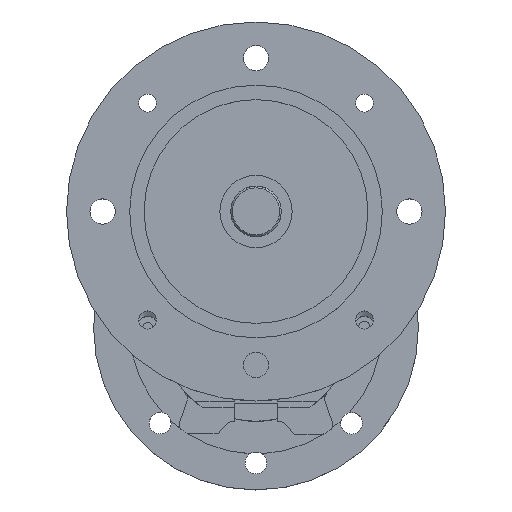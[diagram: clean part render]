
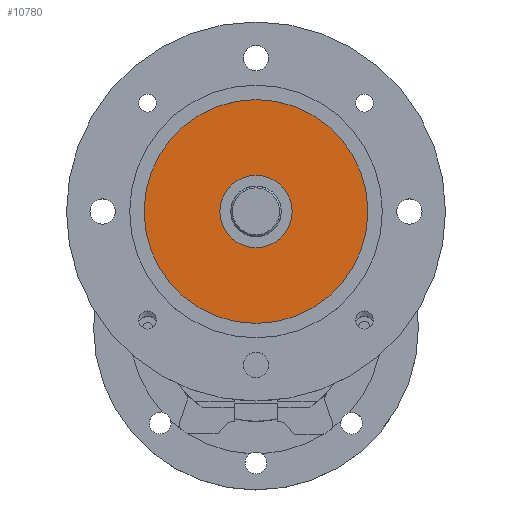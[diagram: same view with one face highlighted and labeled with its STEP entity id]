
A CAD part, top view. The second image highlights one B-rep face of the part: STEP entity #10780.
In plain terms, the highlighted planar face has unit normal (0, 0, 1).
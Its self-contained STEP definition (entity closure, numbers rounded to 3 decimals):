
#62 = DIRECTION ( 'NONE',  ( -1., 0., 0. ) ) ;
#195 = AXIS2_PLACEMENT_3D ( 'NONE', #8897, #6882, #10902 ) ;
#693 = CARTESIAN_POINT ( 'NONE',  ( -31., 0., -3.5 ) ) ;
#881 = CIRCLE ( 'NONE', #8414, 10. ) ;
#1078 = ORIENTED_EDGE ( 'NONE', *, *, #10321, .T. ) ;
#1364 = CARTESIAN_POINT ( 'NONE',  ( 0., 0., -3.5 ) ) ;
#1558 = CIRCLE ( 'NONE', #3350, 10. ) ;
#1853 = FACE_BOUND ( 'NONE', #2009, .T. ) ;
#2009 = EDGE_LOOP ( 'NONE', ( #1078, #11971 ) ) ;
#2323 = DIRECTION ( 'NONE',  ( -1., 0., 0. ) ) ;
#2864 = VERTEX_POINT ( 'NONE', #7939 ) ;
#3350 = AXIS2_PLACEMENT_3D ( 'NONE', #10351, #4337, #11361 ) ;
#3481 = VERTEX_POINT ( 'NONE', #3724 ) ;
#3657 = ORIENTED_EDGE ( 'NONE', *, *, #12816, .F. ) ;
#3724 = CARTESIAN_POINT ( 'NONE',  ( 10., 0., -3.5 ) ) ;
#4013 = CARTESIAN_POINT ( 'NONE',  ( 0., 0., -3.5 ) ) ;
#4231 = EDGE_CURVE ( 'NONE', #5795, #12643, #8292, .T. ) ;
#4337 = DIRECTION ( 'NONE',  ( 0., 0., -1. ) ) ;
#4792 = EDGE_CURVE ( 'NONE', #2864, #3481, #881, .T. ) ;
#5032 = DIRECTION ( 'NONE',  ( -1., 0., 0. ) ) ;
#5792 = CARTESIAN_POINT ( 'NONE',  ( 31., 0., -3.5 ) ) ;
#5795 = VERTEX_POINT ( 'NONE', #5792 ) ;
#6065 = DIRECTION ( 'NONE',  ( 0., 0., -1. ) ) ;
#6393 = CIRCLE ( 'NONE', #6570, 31. ) ;
#6570 = AXIS2_PLACEMENT_3D ( 'NONE', #4013, #11044, #5032 ) ;
#6882 = DIRECTION ( 'NONE',  ( 0., 0., -1. ) ) ;
#7214 = FACE_OUTER_BOUND ( 'NONE', #9285, .T. ) ;
#7939 = CARTESIAN_POINT ( 'NONE',  ( -10., 0., -3.5 ) ) ;
#8292 = CIRCLE ( 'NONE', #12571, 31. ) ;
#8362 = ORIENTED_EDGE ( 'NONE', *, *, #4231, .F. ) ;
#8379 = DIRECTION ( 'NONE',  ( 0., 0., -1. ) ) ;
#8414 = AXIS2_PLACEMENT_3D ( 'NONE', #12074, #6065, #62 ) ;
#8897 = CARTESIAN_POINT ( 'NONE',  ( 0., 0., -3.5 ) ) ;
#9285 = EDGE_LOOP ( 'NONE', ( #8362, #3657 ) ) ;
#9888 = PLANE ( 'NONE',  #195 ) ;
#10321 = EDGE_CURVE ( 'NONE', #3481, #2864, #1558, .T. ) ;
#10351 = CARTESIAN_POINT ( 'NONE',  ( 0., 0., -3.5 ) ) ;
#10780 = ADVANCED_FACE ( 'NONE', ( #1853, #7214 ), #9888, .F. ) ;
#10902 = DIRECTION ( 'NONE',  ( -1., 0., 0. ) ) ;
#11044 = DIRECTION ( 'NONE',  ( 0., 0., -1. ) ) ;
#11361 = DIRECTION ( 'NONE',  ( -1., 0., 0. ) ) ;
#11971 = ORIENTED_EDGE ( 'NONE', *, *, #4792, .T. ) ;
#12074 = CARTESIAN_POINT ( 'NONE',  ( 0., 0., -3.5 ) ) ;
#12571 = AXIS2_PLACEMENT_3D ( 'NONE', #1364, #8379, #2323 ) ;
#12643 = VERTEX_POINT ( 'NONE', #693 ) ;
#12816 = EDGE_CURVE ( 'NONE', #12643, #5795, #6393, .T. ) ;
